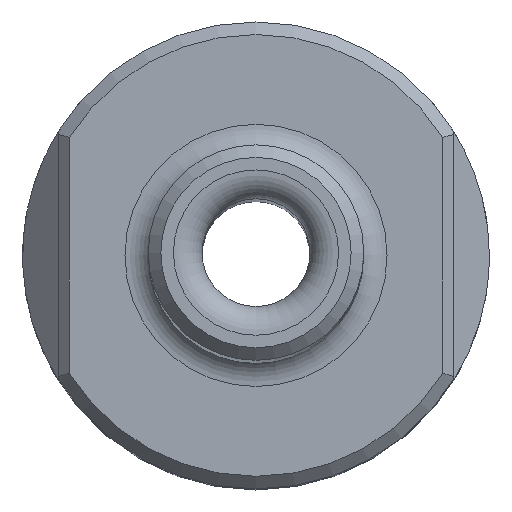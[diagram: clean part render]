
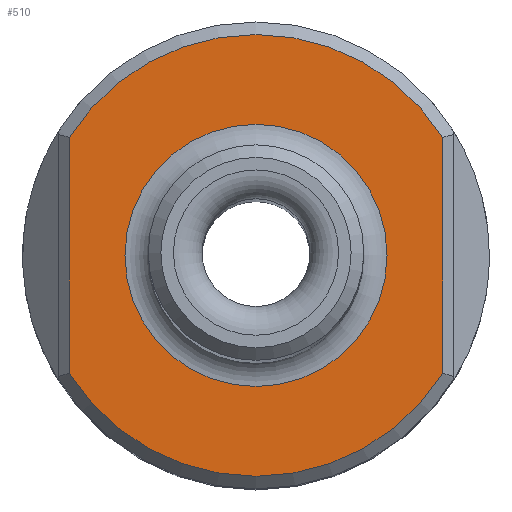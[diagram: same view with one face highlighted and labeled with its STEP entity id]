
A CAD part, top view. The second image highlights one B-rep face of the part: STEP entity #510.
In plain terms, the highlighted planar face has unit normal (0, 0, 1).
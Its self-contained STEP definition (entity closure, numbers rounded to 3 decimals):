
#38=PLANE('',#545);
#53=LINE('',#718,#63);
#54=LINE('',#722,#64);
#63=VECTOR('',#610,1000.);
#64=VECTOR('',#613,1000.);
#78=ORIENTED_EDGE('',*,*,#158,.T.);
#79=ORIENTED_EDGE('',*,*,#159,.T.);
#80=ORIENTED_EDGE('',*,*,#160,.T.);
#81=ORIENTED_EDGE('',*,*,#161,.T.);
#82=ORIENTED_EDGE('',*,*,#162,.T.);
#158=EDGE_CURVE('',#198,#198,#224,.T.);
#159=EDGE_CURVE('',#199,#200,#225,.F.);
#160=EDGE_CURVE('',#200,#201,#53,.T.);
#161=EDGE_CURVE('',#201,#202,#226,.F.);
#162=EDGE_CURVE('',#202,#199,#54,.T.);
#198=VERTEX_POINT('',#714);
#199=VERTEX_POINT('',#716);
#200=VERTEX_POINT('',#717);
#201=VERTEX_POINT('',#719);
#202=VERTEX_POINT('',#721);
#224=CIRCLE('',#546,3.65);
#225=CIRCLE('',#547,6.15);
#226=CIRCLE('',#548,6.15);
#243=EDGE_LOOP('',(#78));
#244=EDGE_LOOP('',(#79,#80,#81,#82));
#285=FACE_BOUND('',#243,.T.);
#286=FACE_BOUND('',#244,.T.);
#510=ADVANCED_FACE('',(#285,#286),#38,.F.);
#545=AXIS2_PLACEMENT_3D('',#712,#604,#605);
#546=AXIS2_PLACEMENT_3D('',#713,#606,#607);
#547=AXIS2_PLACEMENT_3D('',#715,#608,#609);
#548=AXIS2_PLACEMENT_3D('',#720,#611,#612);
#604=DIRECTION('',(0.,0.,-1.));
#605=DIRECTION('',(-1.,0.,0.));
#606=DIRECTION('',(0.,0.,-1.));
#607=DIRECTION('',(-1.,0.,0.));
#608=DIRECTION('',(0.,0.,-1.));
#609=DIRECTION('',(-1.,0.,0.));
#610=DIRECTION('',(0.,-1.,0.));
#611=DIRECTION('',(0.,0.,-1.));
#612=DIRECTION('',(-1.,0.,0.));
#613=DIRECTION('',(0.,1.,0.));
#712=CARTESIAN_POINT('',(6.5,0.,26.5));
#713=CARTESIAN_POINT('',(0.,0.,26.5));
#714=CARTESIAN_POINT('',(-3.65,0.,26.5));
#715=CARTESIAN_POINT('',(0.,0.,26.5));
#716=CARTESIAN_POINT('',(5.2,3.284,26.5));
#717=CARTESIAN_POINT('',(-5.2,3.284,26.5));
#718=CARTESIAN_POINT('',(-5.2,0.,26.5));
#719=CARTESIAN_POINT('',(-5.2,-3.284,26.5));
#720=CARTESIAN_POINT('',(0.,0.,26.5));
#721=CARTESIAN_POINT('',(5.2,-3.284,26.5));
#722=CARTESIAN_POINT('',(5.2,2.752,26.5));
